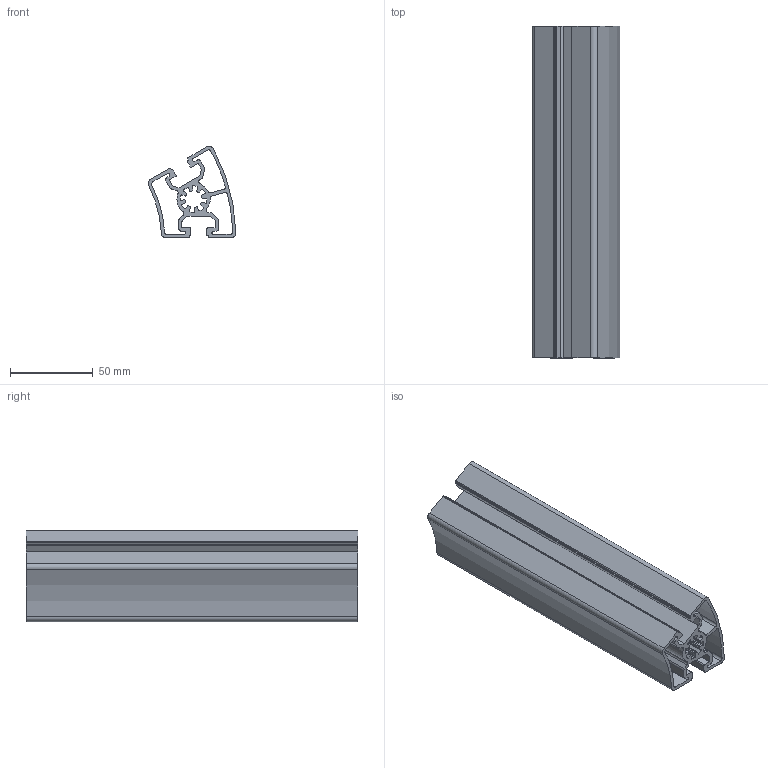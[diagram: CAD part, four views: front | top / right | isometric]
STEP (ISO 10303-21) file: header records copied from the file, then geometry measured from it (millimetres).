
FILE_DESCRIPTION(/* description */ ('Aluminiumprofil 45x30°'),/* implementation_level */ '2;1');
FILE_NAME(/* name */ 'Syskomp 411993013 Aluminiumprofil 45x30°.stp',/* time_stamp */ '2017-02-22T16:16:47+01:00',/* author */ ('wheldmann'),/* organization */ (''),/* preprocessor_version */ 'ST-DEVELOPER v16.1',/* originating_system */ 'Autodesk Inventor 2016',/* authorisation */ ' ');
FILE_SCHEMA (('AUTOMOTIVE_DESIGN { 1 0 10303 214 3 1 1 }'));
Length unit declared in the file: millimetre
Products named in the file (1): 411993013 Aluminiumprofil 45x30° - 200
Bounding box: 52.96 x 200 x 55.13 mm (x, y, z)
Volume: 137738.1 mm3; surface area: 122020.7 mm2
Topology: 1 solids, 1 shells, 182 faces, 540 edges, 360 vertices
Faces by surface type: cylinder 114, plane 68
Entity records: 6232 total; most frequent: DIRECTION 1134, CARTESIAN_POINT 1083, ORIENTED_EDGE 1080, EDGE_CURVE 540, AXIS2_PLACEMENT_3D 411, VERTEX_POINT 360, LINE 312, VECTOR 312
